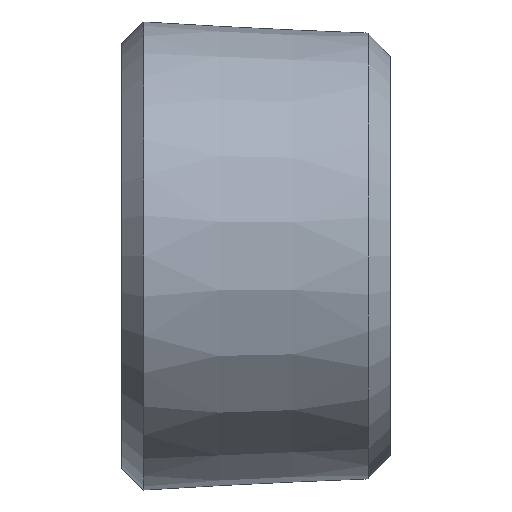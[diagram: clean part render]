
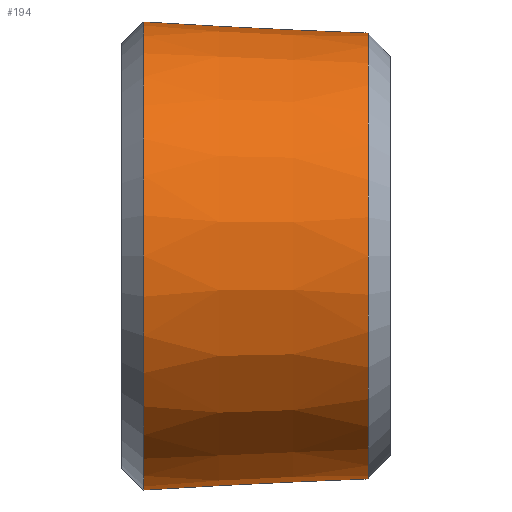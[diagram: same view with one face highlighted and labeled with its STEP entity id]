
A CAD part, front view. The second image highlights one B-rep face of the part: STEP entity #194.
In plain terms, the highlighted conical face has half-angle 2.839 degrees and reference radius 10.3 mm.
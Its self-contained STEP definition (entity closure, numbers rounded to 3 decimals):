
#50=FACE_BOUND('',#83,.T.);
#54=CIRCLE('',#216,10.05);
#56=CIRCLE('',#219,10.55);
#67=FACE_OUTER_BOUND('',#82,.T.);
#82=EDGE_LOOP('',(#174));
#83=EDGE_LOOP('',(#175));
#108=VERTEX_POINT('',#328);
#110=VERTEX_POINT('',#333);
#131=EDGE_CURVE('',#108,#108,#54,.T.);
#133=EDGE_CURVE('',#110,#110,#56,.T.);
#174=ORIENTED_EDGE('',*,*,#133,.F.);
#175=ORIENTED_EDGE('',*,*,#131,.F.);
#183=CONICAL_SURFACE('',#218,10.3,2.839);
#194=ADVANCED_FACE('',(#67,#50),#183,.T.);
#216=AXIS2_PLACEMENT_3D('',#329,#258,#259);
#218=AXIS2_PLACEMENT_3D('',#332,#262,#263);
#219=AXIS2_PLACEMENT_3D('',#334,#264,#265);
#258=DIRECTION('center_axis',(1.,0.,0.));
#259=DIRECTION('ref_axis',(0.,-1.,0.));
#262=DIRECTION('center_axis',(-1.,0.,0.));
#263=DIRECTION('ref_axis',(0.,1.,0.));
#264=DIRECTION('center_axis',(-1.,0.,0.));
#265=DIRECTION('ref_axis',(0.,-1.,0.));
#328=CARTESIAN_POINT('',(11.101,10.05,0.));
#329=CARTESIAN_POINT('Origin',(11.101,0.,0.));
#332=CARTESIAN_POINT('Origin',(6.05,0.,0.));
#333=CARTESIAN_POINT('',(0.999,10.55,0.));
#334=CARTESIAN_POINT('Origin',(0.999,0.,
0.));
